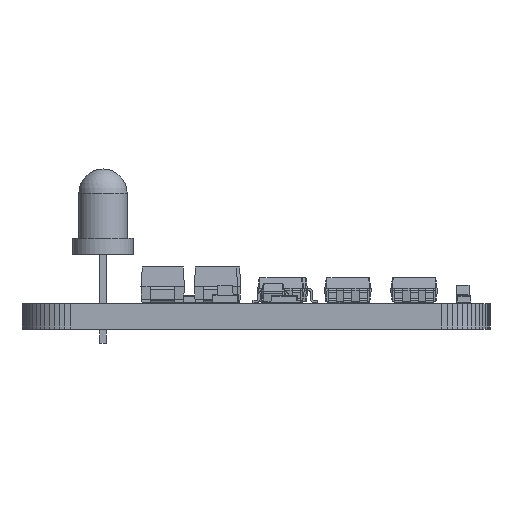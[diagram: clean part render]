
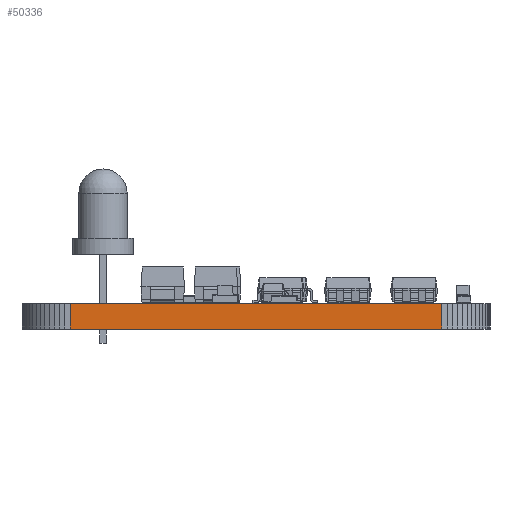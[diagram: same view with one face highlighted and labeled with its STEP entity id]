
A CAD part, left-side view. The second image highlights one B-rep face of the part: STEP entity #50336.
In plain terms, the highlighted planar face has unit normal (-1, -0.001, 0).
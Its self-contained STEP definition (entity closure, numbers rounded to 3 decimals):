
#36502 = PLANE('',#36503);
#36503 = AXIS2_PLACEMENT_3D('',#36504,#36505,#36506);
#36504 = CARTESIAN_POINT('',(103.898,-80.392,1.58));
#36505 = DIRECTION('',(-0.,-0.,-1.));
#36506 = DIRECTION('',(-1.,0.,0.));
#36556 = PLANE('',#36557);
#36557 = AXIS2_PLACEMENT_3D('',#36558,#36559,#36560);
#36558 = CARTESIAN_POINT('',(103.898,-80.392,0.));
#36559 = DIRECTION('',(-0.,-0.,-1.));
#36560 = DIRECTION('',(-1.,0.,0.));
#37869 = VERTEX_POINT('',#37870);
#37870 = CARTESIAN_POINT('',(63.91,-91.92,0.));
#37884 = PLANE('',#37885);
#37885 = AXIS2_PLACEMENT_3D('',#37886,#37887,#37888);
#37886 = CARTESIAN_POINT('',(63.931,-92.254,0.));
#37887 = DIRECTION('',(-0.998,-0.063,0.));
#37888 = DIRECTION('',(-0.063,0.998,0.));
#37896 = EDGE_CURVE('',#37869,#37897,#37899,.T.);
#37897 = VERTEX_POINT('',#37898);
#37898 = CARTESIAN_POINT('',(63.899,-68.86,0.));
#37899 = SURFACE_CURVE('',#37900,(#37904,#37911),.PCURVE_S1.);
#37900 = LINE('',#37901,#37902);
#37901 = CARTESIAN_POINT('',(63.91,-91.92,0.));
#37902 = VECTOR('',#37903,1.);
#37903 = DIRECTION('',(0.,1.,0.));
#37904 = PCURVE('',#36556,#37905);
#37905 = DEFINITIONAL_REPRESENTATION('',(#37906),#37910);
#37906 = LINE('',#37907,#37908);
#37907 = CARTESIAN_POINT('',(39.988,-11.528));
#37908 = VECTOR('',#37909,1.);
#37909 = DIRECTION('',(0.,1.));
#37910 = ( GEOMETRIC_REPRESENTATION_CONTEXT(2) 
PARAMETRIC_REPRESENTATION_CONTEXT() REPRESENTATION_CONTEXT('2D SPACE',''
  ) );
#37911 = PCURVE('',#37912,#37917);
#37912 = PLANE('',#37913);
#37913 = AXIS2_PLACEMENT_3D('',#37914,#37915,#37916);
#37914 = CARTESIAN_POINT('',(63.91,-91.92,0.));
#37915 = DIRECTION('',(-1.,0.,0.));
#37916 = DIRECTION('',(0.,1.,0.));
#37917 = DEFINITIONAL_REPRESENTATION('',(#37918),#37922);
#37918 = LINE('',#37919,#37920);
#37919 = CARTESIAN_POINT('',(0.,0.));
#37920 = VECTOR('',#37921,1.);
#37921 = DIRECTION('',(1.,0.));
#37922 = ( GEOMETRIC_REPRESENTATION_CONTEXT(2) 
PARAMETRIC_REPRESENTATION_CONTEXT() REPRESENTATION_CONTEXT('2D SPACE',''
  ) );
#37940 = PLANE('',#37941);
#37941 = AXIS2_PLACEMENT_3D('',#37942,#37943,#37944);
#37942 = CARTESIAN_POINT('',(63.899,-68.86,0.));
#37943 = DIRECTION('',(-0.998,0.06,0.));
#37944 = DIRECTION('',(0.06,0.998,0.));
#44707 = VERTEX_POINT('',#44708);
#44708 = CARTESIAN_POINT('',(63.91,-91.92,1.58));
#44729 = EDGE_CURVE('',#44707,#44730,#44732,.T.);
#44730 = VERTEX_POINT('',#44731);
#44731 = CARTESIAN_POINT('',(63.899,-68.86,1.58));
#44732 = SURFACE_CURVE('',#44733,(#44737,#44744),.PCURVE_S1.);
#44733 = LINE('',#44734,#44735);
#44734 = CARTESIAN_POINT('',(63.91,-91.92,1.58));
#44735 = VECTOR('',#44736,1.);
#44736 = DIRECTION('',(0.,1.,0.));
#44737 = PCURVE('',#36502,#44738);
#44738 = DEFINITIONAL_REPRESENTATION('',(#44739),#44743);
#44739 = LINE('',#44740,#44741);
#44740 = CARTESIAN_POINT('',(39.988,-11.528));
#44741 = VECTOR('',#44742,1.);
#44742 = DIRECTION('',(0.,1.));
#44743 = ( GEOMETRIC_REPRESENTATION_CONTEXT(2) 
PARAMETRIC_REPRESENTATION_CONTEXT() REPRESENTATION_CONTEXT('2D SPACE',''
  ) );
#44744 = PCURVE('',#37912,#44745);
#44745 = DEFINITIONAL_REPRESENTATION('',(#44746),#44750);
#44746 = LINE('',#44747,#44748);
#44747 = CARTESIAN_POINT('',(0.,-1.58));
#44748 = VECTOR('',#44749,1.);
#44749 = DIRECTION('',(1.,0.));
#44750 = ( GEOMETRIC_REPRESENTATION_CONTEXT(2) 
PARAMETRIC_REPRESENTATION_CONTEXT() REPRESENTATION_CONTEXT('2D SPACE',''
  ) );
#50286 = EDGE_CURVE('',#37897,#44730,#50287,.T.);
#50287 = SURFACE_CURVE('',#50288,(#50292,#50299),.PCURVE_S1.);
#50288 = LINE('',#50289,#50290);
#50289 = CARTESIAN_POINT('',(63.899,-68.86,0.));
#50290 = VECTOR('',#50291,1.);
#50291 = DIRECTION('',(0.,0.,1.));
#50292 = PCURVE('',#37940,#50293);
#50293 = DEFINITIONAL_REPRESENTATION('',(#50294),#50298);
#50294 = LINE('',#50295,#50296);
#50295 = CARTESIAN_POINT('',(0.,0.));
#50296 = VECTOR('',#50297,1.);
#50297 = DIRECTION('',(0.,-1.));
#50298 = ( GEOMETRIC_REPRESENTATION_CONTEXT(2) 
PARAMETRIC_REPRESENTATION_CONTEXT() REPRESENTATION_CONTEXT('2D SPACE',''
  ) );
#50299 = PCURVE('',#37912,#50300);
#50300 = DEFINITIONAL_REPRESENTATION('',(#50301),#50305);
#50301 = LINE('',#50302,#50303);
#50302 = CARTESIAN_POINT('',(23.06,0.));
#50303 = VECTOR('',#50304,1.);
#50304 = DIRECTION('',(0.,-1.));
#50305 = ( GEOMETRIC_REPRESENTATION_CONTEXT(2) 
PARAMETRIC_REPRESENTATION_CONTEXT() REPRESENTATION_CONTEXT('2D SPACE',''
  ) );
#50336 = ADVANCED_FACE('',(#50337),#37912,.T.);
#50337 = FACE_BOUND('',#50338,.T.);
#50338 = EDGE_LOOP('',(#50339,#50360,#50361,#50362));
#50339 = ORIENTED_EDGE('',*,*,#50340,.T.);
#50340 = EDGE_CURVE('',#37869,#44707,#50341,.T.);
#50341 = SURFACE_CURVE('',#50342,(#50346,#50353),.PCURVE_S1.);
#50342 = LINE('',#50343,#50344);
#50343 = CARTESIAN_POINT('',(63.91,-91.92,0.));
#50344 = VECTOR('',#50345,1.);
#50345 = DIRECTION('',(0.,0.,1.));
#50346 = PCURVE('',#37912,#50347);
#50347 = DEFINITIONAL_REPRESENTATION('',(#50348),#50352);
#50348 = LINE('',#50349,#50350);
#50349 = CARTESIAN_POINT('',(0.,0.));
#50350 = VECTOR('',#50351,1.);
#50351 = DIRECTION('',(0.,-1.));
#50352 = ( GEOMETRIC_REPRESENTATION_CONTEXT(2) 
PARAMETRIC_REPRESENTATION_CONTEXT() REPRESENTATION_CONTEXT('2D SPACE',''
  ) );
#50353 = PCURVE('',#37884,#50354);
#50354 = DEFINITIONAL_REPRESENTATION('',(#50355),#50359);
#50355 = LINE('',#50356,#50357);
#50356 = CARTESIAN_POINT('',(0.335,0.));
#50357 = VECTOR('',#50358,1.);
#50358 = DIRECTION('',(0.,-1.));
#50359 = ( GEOMETRIC_REPRESENTATION_CONTEXT(2) 
PARAMETRIC_REPRESENTATION_CONTEXT() REPRESENTATION_CONTEXT('2D SPACE',''
  ) );
#50360 = ORIENTED_EDGE('',*,*,#44729,.T.);
#50361 = ORIENTED_EDGE('',*,*,#50286,.F.);
#50362 = ORIENTED_EDGE('',*,*,#37896,.F.);
